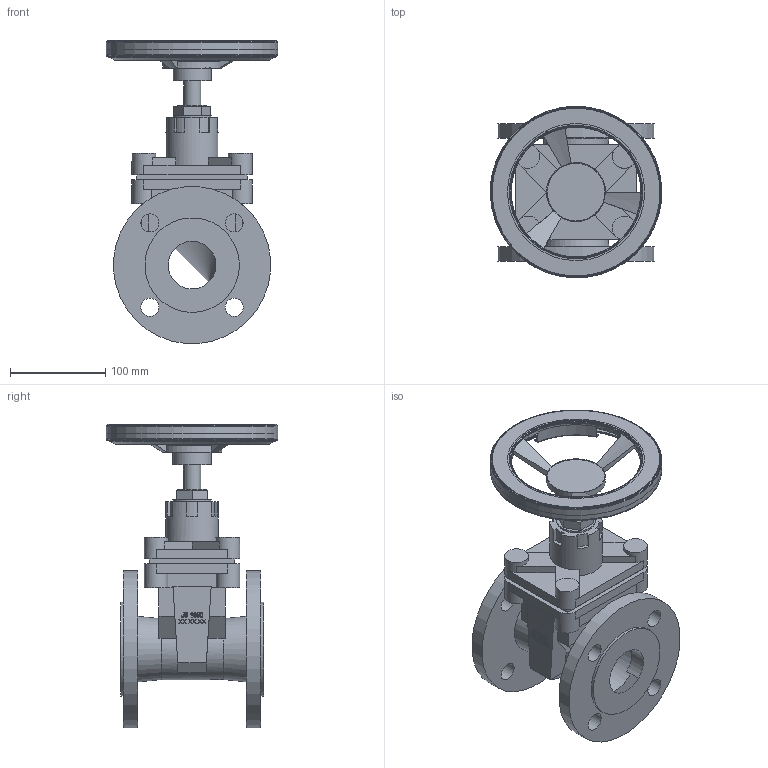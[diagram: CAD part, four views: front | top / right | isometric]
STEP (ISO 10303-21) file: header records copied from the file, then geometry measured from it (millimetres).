
FILE_DESCRIPTION(('STEP AP203'), '1');
FILE_NAME('3D_101-050-16', '', ('UNSPECIFIED'), ('UNSPECIFIED'), 'C3D Converter', 'C3D Toolkit', '');
FILE_SCHEMA(('CONFIG_CONTROL_DESIGN'));
Length unit declared in the file: millimetre
Bounding box: 179.82 x 179.87 x 317.68 mm (x, y, z)
Volume: 1983334 mm3; surface area: 263923 mm2
Topology: 1 solids, 1 shells, 3108 faces, 9090 edges, 6034 vertices
Faces by surface type: plane 2977, cone 75, cylinder 47, torus 9
Full cylindrical faces by diameter (mm): 18 x1, 19 x8, 25 x4, 30 x1, 40 x2, 50 x2, 55 x1, 58.921 x1, 99 x2, 140 x1, 165 x2, 176 x1, 180 x1
Entity records: 131835 total; most frequent: CARTESIAN_POINT 24802, ORIENTED_EDGE 17994, DIRECTION 15328, EDGE_CURVE 8997, LINE 8736, VECTOR 8736, VERTEX_POINT 6034, AXIS2_PLACEMENT_3D 3296
